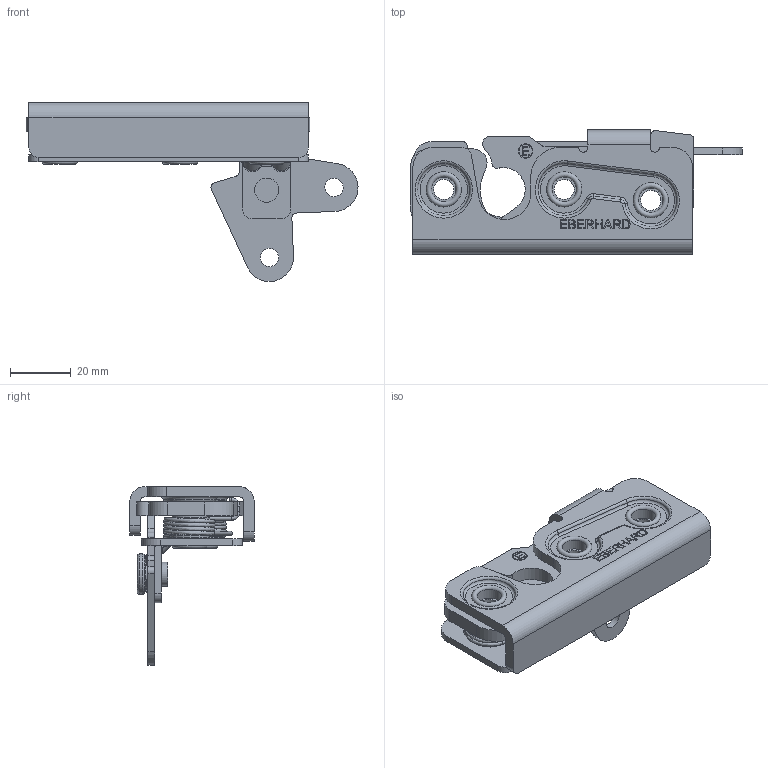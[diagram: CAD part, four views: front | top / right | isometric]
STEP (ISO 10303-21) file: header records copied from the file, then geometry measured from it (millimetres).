
FILE_DESCRIPTION(/* description */ (''),/* implementation_level */ '2;1');
FILE_NAME(/* name */ '24T-400-MR_1)31_2022.stp',/* time_stamp */ '2022-01-31T09:35:06-05:00',/* author */ ('MRosu'),/* organization */ (''),/* preprocessor_version */ 'ST-DEVELOPER v18.1',/* originating_system */ 'Autodesk Inventor 2020',/* authorisation */ '');
FILE_SCHEMA (('AUTOMOTIVE_DESIGN { 1 0 10303 214 3 1 1 }'));
Length unit declared in the file: inch
Products named in the file (1): 24T-400-MR_Shrinkwrap_1
Bounding box: 109.56 x 41 x 59.06 mm (x, y, z)
Volume: 36569.7 mm3; surface area: 30928.9 mm2
Topology: 1 solids, 1 shells, 673 faces, 1816 edges, 1207 vertices
Faces by surface type: plane 284, bspline 188, cylinder 169, torus 32
Full cylindrical faces by diameter (mm): 1.219 x5, 1.321 x3, 4.318 x2, 4.826 x2, 6.045 x2, 6.647 x3, 7.964 x1, 8.064 x3, 8.115 x3, 9.665 x1, 9.779 x1, 9.842 x6, 9.97 x1, 10.16 x3, 11.367 x3, 11.748 x3, 12.7 x1, 13.335 x9
Entity records: 26677 total; most frequent: CARTESIAN_POINT 9826, ORIENTED_EDGE 3638, DIRECTION 2820, EDGE_CURVE 1819, VERTEX_POINT 1207, AXIS2_PLACEMENT_3D 954, LINE 912, VECTOR 912
